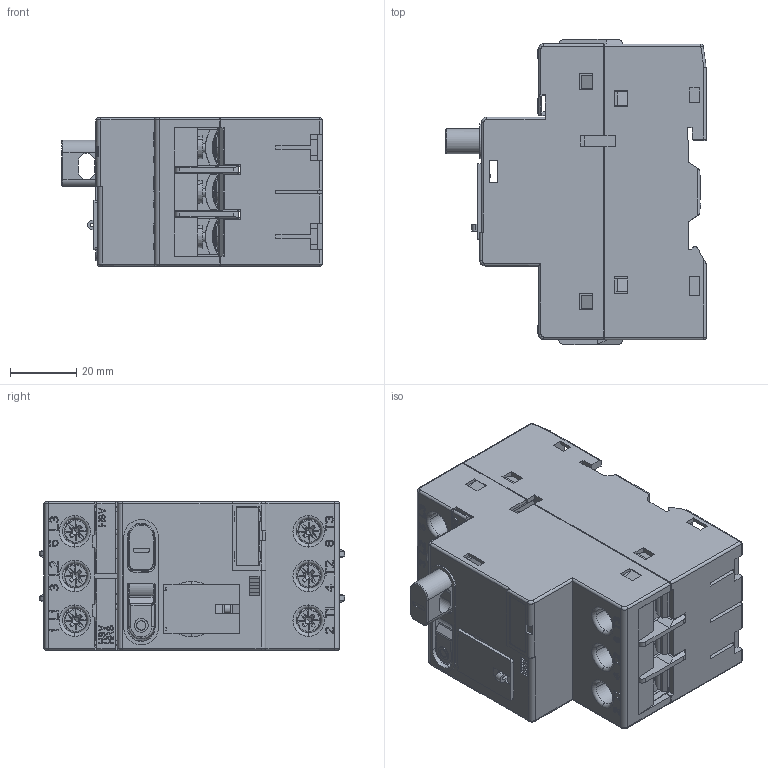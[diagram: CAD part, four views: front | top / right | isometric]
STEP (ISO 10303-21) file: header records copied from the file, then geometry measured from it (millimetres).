
FILE_DESCRIPTION((''),'2;1');
FILE_NAME('30108637-01-01-W_ASM','2024-04-09T12:38:16',('frozman'),('Audax d.o.o.'),'CREO PARAMETRIC BY PTC INC, 2020281','CREO PARAMETRIC BY PTC INC, 2020281','');
FILE_SCHEMA(('AP242_MANAGED_MODEL_BASED_3D_ENGINEERING_MIM_LF { 1 0 10303 442 1 1 4 }'));
Products named in the file (42): 37424330_AF0; 38422948-W_AF0_ASM; 37424333_AF0; 37424347; 38552417; FIKSNI-L_ASM; 38552424-01-01_ASM; 37424347_AF0; 38552417_AF0; FIKSNI-L_AF0_ASM; 38552424-01-01_AF0_ASM; 38552423_AF0; 38552425-01-01_AF0_ASM; 38552416_AF0; SPROZNIK-BIMETALNI_ASM; 38902330-01-01-W_ASM; 38902331-01-01-W_AF0_ASM; 38552423; 38552425-01-01_ASM; 38552416; 38902331-01-01-W_ASM; 37424350; 37424339_AF0; 38902366-01-01_AF0_ASM; 38107097-01-01-W_AF0_ASM; 37425238; 37424329_AF0; 37424428; M4; P-M4; VIJAK_PODL4_ASM; M4_AF0; P-M4_AF0; VIJAK_PODL4_AF1_ASM; M4_AF1; P-M4_AF1; VIJAK_PODL4_AF0_ASM; 37424340NOV; IZKLOPILEC_ASM; PROZILEC-HSV-HRS_AF0 ...
Assembly tree (49 placements, depth 5):
  30108637-01-01-W_ASM
    38422948-W_AF0_ASM
      37424330_AF0
    38107097-01-01-W_AF0_ASM
      37424333_AF0
      38552424-01-01_ASM  x2
        FIKSNI-L_ASM
          37424347
          38552417
      38552424-01-01_AF0_ASM
        FIKSNI-L_AF0_ASM
          37424347_AF0
          38552417_AF0
      38902331-01-01-W_AF0_ASM
        38552425-01-01_AF0_ASM
          38552423_AF0
        38552416_AF0
        SPROZNIK-BIMETALNI_ASM
        38902330-01-01-W_ASM
      38902331-01-01-W_ASM  x2
        38552425-01-01_ASM
          38552423
        38552416
        SPROZNIK-BIMETALNI_ASM
        38902330-01-01-W_ASM
      38902366-01-01_AF0_ASM
        37424350
        37424339_AF0
    37425238
    37424329_AF0
    37424428
    VIJAK_PODL4_ASM  x5
      M4
      P-M4
    VIJAK_PODL4_AF1_ASM
      M4_AF0
      P-M4_AF0
    VIJAK_PODL4_AF0_ASM
      M4_AF1
      P-M4_AF1
    IZKLOPILEC_ASM
      37424340NOV
    PROZILEC-HSV-HRS_AF0
    37424864
Bounding box: 78.8 x 92.4 x 45 mm (x, y, z)
Volume: 73827.4 mm3; surface area: 124675.7 mm2
Topology: 36 solids, 36 shells, 5091 faces, 14599 edges, 9605 vertices
Faces by surface type: plane 3888, cylinder 630, torus 221, bspline 188, cone 143, extrusion 13, sphere 8
Entity records: 216607 total; most frequent: CARTESIAN_POINT 46125, ORIENTED_EDGE 24244, DIRECTION 21214, PRESENTATION_STYLE_ASSIGNMENT 14677, STYLED_ITEM 14677, EDGE_CURVE 12122, CURVE_STYLE 11546, VECTOR 10312
